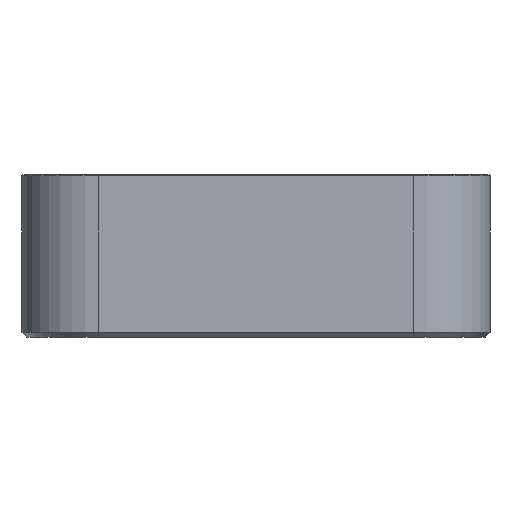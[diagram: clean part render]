
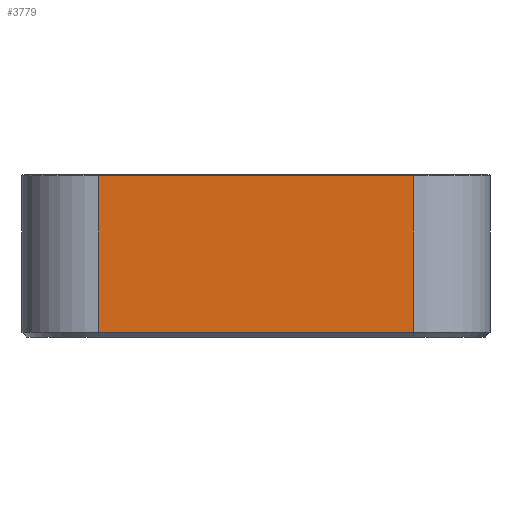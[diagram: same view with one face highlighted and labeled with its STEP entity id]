
A CAD part, left-side view. The second image highlights one B-rep face of the part: STEP entity #3779.
In plain terms, the highlighted planar face has unit normal (-1, 0, 0).
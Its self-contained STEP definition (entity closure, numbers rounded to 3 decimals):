
#108=PLANE('',#4125);
#298=FACE_OUTER_BOUND('',#507,.T.);
#507=EDGE_LOOP('',(#3165,#3166,#3167,#3168));
#872=LINE('',#6133,#1277);
#915=LINE('',#6249,#1320);
#916=LINE('',#6253,#1321);
#917=LINE('',#6254,#1322);
#1277=VECTOR('',#4941,10.);
#1320=VECTOR('',#5062,10.);
#1321=VECTOR('',#5067,10.);
#1322=VECTOR('',#5068,10.);
#1845=VERTEX_POINT('',#6123);
#1847=VERTEX_POINT('',#6129);
#1882=VERTEX_POINT('',#6248);
#1883=VERTEX_POINT('',#6252);
#2308=EDGE_CURVE('',#1845,#1847,#872,.T.);
#2367=EDGE_CURVE('',#1847,#1882,#915,.T.);
#2369=EDGE_CURVE('',#1883,#1845,#916,.T.);
#2370=EDGE_CURVE('',#1882,#1883,#917,.T.);
#3165=ORIENTED_EDGE('',*,*,#2308,.F.);
#3166=ORIENTED_EDGE('',*,*,#2369,.F.);
#3167=ORIENTED_EDGE('',*,*,#2370,.F.);
#3168=ORIENTED_EDGE('',*,*,#2367,.F.);
#3779=ADVANCED_FACE('',(#298),#108,.T.);
#4125=AXIS2_PLACEMENT_3D('',#6251,#5065,#5066);
#4941=DIRECTION('',(0.,-1.,0.));
#5062=DIRECTION('',(0.,0.,-1.));
#5065=DIRECTION('center_axis',(-1.,0.,0.));
#5066=DIRECTION('ref_axis',(0.,-1.,0.));
#5067=DIRECTION('',(0.,0.,1.));
#5068=DIRECTION('',(0.,1.,0.));
#6123=CARTESIAN_POINT('',(-64.5,16.5,16.9));
#6129=CARTESIAN_POINT('',(-64.5,-16.5,16.9));
#6133=CARTESIAN_POINT('',(-64.5,12.25,16.9));
#6248=CARTESIAN_POINT('',(-64.5,-16.5,0.5));
#6249=CARTESIAN_POINT('',(-64.5,-16.5,0.));
#6251=CARTESIAN_POINT('Origin',(-64.5,24.5,0.));
#6252=CARTESIAN_POINT('',(-64.5,16.5,0.5));
#6253=CARTESIAN_POINT('',(-64.5,16.5,0.));
#6254=CARTESIAN_POINT('',(-64.5,12.25,0.5));
